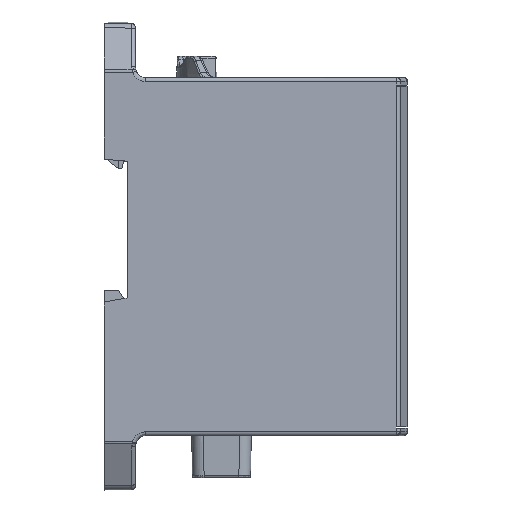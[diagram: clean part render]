
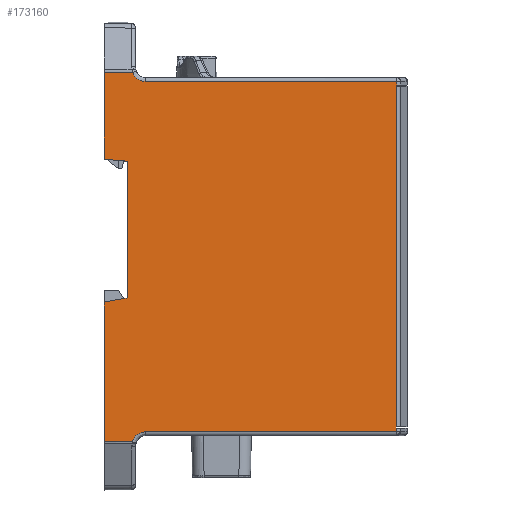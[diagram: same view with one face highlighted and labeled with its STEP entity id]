
A CAD part, left-side view. The second image highlights one B-rep face of the part: STEP entity #173160.
In plain terms, the highlighted face is planar.
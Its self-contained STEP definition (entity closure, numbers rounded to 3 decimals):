
#4370=CARTESIAN_POINT('',(65.557,1.239,
53.59));
#4380=VERTEX_POINT('',#4370);
#9080=CARTESIAN_POINT('',(-6.513,0.,
53.601));
#9090=VERTEX_POINT('',#9080);
#9140=CARTESIAN_POINT('',(0.,0.,53.601));
#9150=DIRECTION('',(-1.,0.,0.));
#9160=VECTOR('',#9150,1.);
#9170=LINE('',#9140,#9160);
#9180=CARTESIAN_POINT('',(28.6,0.,53.601));
#9190=VERTEX_POINT('',#9180);
#9200=EDGE_CURVE('',#9190,#9090,#9170,.T.);
#13110=CARTESIAN_POINT('',(63.,4.609,53.561));
#13120=CARTESIAN_POINT('',(63.,4.554,
53.562));
#13130=CARTESIAN_POINT('',(63.001,4.499,
53.562));
#13140=CARTESIAN_POINT('',(63.009,4.33,
53.564));
#13150=CARTESIAN_POINT('',(63.02,4.215,
53.565));
#13160=CARTESIAN_POINT('',(63.121,3.527,
53.571));
#13170=CARTESIAN_POINT('',(63.347,2.982,
53.575));
#13180=CARTESIAN_POINT('',(64.041,2.052,
53.583));
#13190=CARTESIAN_POINT('',(64.498,1.68,
53.587));
#13200=CARTESIAN_POINT('',(65.197,1.355,
53.589));
#13210=CARTESIAN_POINT('',(65.375,1.289,
53.59));
#13220=CARTESIAN_POINT('',(65.557,1.239,
53.59));
#13230=B_SPLINE_CURVE_WITH_KNOTS('',3,(#13110,#13120,#13130,#13140,
#13150,#13160,#13170,#13180,#13190,#13200,#13210,#13220),.UNSPECIFIED.,
.F.,.F.,(4,2,2,2,2,4),(0.,0.141,0.436,
1.921,3.406,3.893),.UNSPECIFIED.);
#13240=CARTESIAN_POINT('',(63.,4.609,53.561));
#13250=VERTEX_POINT('',#13240);
#13260=EDGE_CURVE('',#13250,#4380,#13230,.T.);
#37280=CARTESIAN_POINT('',(0.,69.212,52.997));
#37290=DIRECTION('',(1.,0.,0.));
#37300=VECTOR('',#37290,1.);
#37310=LINE('',#37280,#37300);
#37320=CARTESIAN_POINT('',(62.08,69.212,
52.997));
#37330=VERTEX_POINT('',#37320);
#37340=CARTESIAN_POINT('',(63.,69.212,52.997));
#37350=VERTEX_POINT('',#37340);
#37360=EDGE_CURVE('',#37330,#37350,#37310,.T.);
#67640=CARTESIAN_POINT('',(61.555,9.,53.523));
#67650=DIRECTION('',(-0.009,-1.,
0.009));
#67660=VECTOR('',#67650,1.);
#67670=LINE('',#67640,#67660);
#67680=CARTESIAN_POINT('',(62.079,69.,52.999));
#67690=VERTEX_POINT('',#67680);
#67700=EDGE_CURVE('',#37330,#67690,#67670,.T.);
#120150=CARTESIAN_POINT('',(-6.513,0.,53.601));
#120160=DIRECTION('',(0.087,0.996,
-0.009));
#120170=VECTOR('',#120160,1.);
#120180=LINE('',#120150,#120170);
#120190=CARTESIAN_POINT('',(-7.038,-6.,
53.654));
#120200=VERTEX_POINT('',#120190);
#120210=EDGE_CURVE('',#120200,#9090,#120180,.T.);
#121550=CARTESIAN_POINT('',(-29.349,-6.,
53.654));
#121560=VERTEX_POINT('',#121550);
#121590=CARTESIAN_POINT('',(0.,-6.,53.654));
#121600=DIRECTION('',(1.,0.,0.));
#121610=VECTOR('',#121600,1.);
#121620=LINE('',#121590,#121610);
#121630=EDGE_CURVE('',#121560,#120200,#121620,.T.);
#155050=CARTESIAN_POINT('',(-25.555,9.,53.523));
#155060=DIRECTION('',(-0.009,1.,
-0.009));
#155070=VECTOR('',#155060,1.);
#155080=LINE('',#155050,#155070);
#155090=CARTESIAN_POINT('',(-26.079,69.,52.999));
#155100=VERTEX_POINT('',#155090);
#155110=CARTESIAN_POINT('',(-26.08,69.212,
52.997));
#155120=VERTEX_POINT('',#155110);
#155130=EDGE_CURVE('',#155100,#155120,#155080,.T.);
#155760=CARTESIAN_POINT('',(28.758,-0.995,
53.61));
#155770=DIRECTION('',(0.174,-0.985,
0.009));
#155780=VECTOR('',#155770,1.);
#155790=LINE('',#155760,#155780);
#155800=CARTESIAN_POINT('',(28.76,-1.009,
53.61));
#155810=VERTEX_POINT('',#155800);
#155820=CARTESIAN_POINT('',(29.64,-6.,
53.654));
#155830=VERTEX_POINT('',#155820);
#155840=EDGE_CURVE('',#155810,#155830,#155790,.T.);
#156070=CARTESIAN_POINT('',(0.,-17.614,53.755));
#156080=DIRECTION('',(0.866,0.5,
-0.004));
#156090=VECTOR('',#156080,1.);
#156100=LINE('',#156070,#156090);
#156110=CARTESIAN_POINT('',(28.776,-1.,
53.61));
#156120=VERTEX_POINT('',#156110);
#156130=EDGE_CURVE('',#155810,#156120,#156100,.T.);
#156630=CARTESIAN_POINT('',(28.6,0.,53.601));
#156640=DIRECTION('',(-0.174,0.985,
-0.009));
#156650=VECTOR('',#156640,1.);
#156660=LINE('',#156630,#156650);
#156670=EDGE_CURVE('',#156120,#9190,#156660,.T.);
#164430=CARTESIAN_POINT('',(0.,-6.,53.654));
#164440=DIRECTION('',(1.,0.,0.));
#164450=VECTOR('',#164440,1.);
#164460=LINE('',#164430,#164450);
#164470=CARTESIAN_POINT('',(65.571,-6.,
53.654));
#164480=VERTEX_POINT('',#164470);
#164490=EDGE_CURVE('',#155830,#164480,#164460,.T.);
#171770=CARTESIAN_POINT('',(-29.335,1.309,
53.59));
#171780=VERTEX_POINT('',#171770);
#171810=CARTESIAN_POINT('',(-29.338,0.017,
53.601));
#171820=DIRECTION('',(0.002,1.,
-0.009));
#171830=VECTOR('',#171820,1.);
#171840=LINE('',#171810,#171830);
#171850=EDGE_CURVE('',#121560,#171780,#171840,.T.);
#172200=CARTESIAN_POINT('',(1.33,-6.3,
53.656));
#172210=DIRECTION('',(0.,0.009,1.));
#172220=DIRECTION('',(0.,1.,-0.009));
#172230=AXIS2_PLACEMENT_3D('',#172200,#172210,#172220);
#172240=PLANE('',#172230);
#172250=ORIENTED_EDGE('',*,*,#164490,.T.);
#172260=ORIENTED_EDGE('',*,*,#155840,.T.);
#172270=ORIENTED_EDGE('',*,*,#156130,.F.);
#172280=ORIENTED_EDGE('',*,*,#156670,.F.);
#172290=ORIENTED_EDGE('',*,*,#9200,.F.);
#172300=ORIENTED_EDGE('',*,*,#120210,.T.);
#172310=ORIENTED_EDGE('',*,*,#121630,.T.);
#172320=ORIENTED_EDGE('',*,*,#171850,.F.);
#172330=CARTESIAN_POINT('',(-29.335,1.309,
53.59));
#172340=CARTESIAN_POINT('',(-29.283,1.327,
53.59));
#172350=CARTESIAN_POINT('',(-29.232,1.346,
53.59));
#172360=CARTESIAN_POINT('',(-29.025,1.431,
53.589));
#172370=CARTESIAN_POINT('',(-28.873,1.505,
53.588));
#172380=CARTESIAN_POINT('',(-28.227,1.885,
53.585));
#172390=CARTESIAN_POINT('',(-27.807,2.299,
53.581));
#172400=CARTESIAN_POINT('',(-27.206,3.292,
53.573));
#172410=CARTESIAN_POINT('',(-27.033,3.856,
53.568));
#172420=CARTESIAN_POINT('',(-27.001,4.493,
53.562));
#172430=CARTESIAN_POINT('',(-27.,4.551,
53.562));
#172440=CARTESIAN_POINT('',(-27.,4.609,53.561));
#172450=B_SPLINE_CURVE_WITH_KNOTS('',3,(#172330,#172340,#172350,#172360,
#172370,#172380,#172390,#172400,#172410,#172420,#172430,#172440),
.UNSPECIFIED.,.F.,.F.,(4,2,2,2,2,4),(0.,0.141,
0.575,2.06,3.545,3.693),
.UNSPECIFIED.);
#172460=CARTESIAN_POINT('',(-27.,4.609,53.561));
#172470=VERTEX_POINT('',#172460);
#172480=EDGE_CURVE('',#171780,#172470,#172450,.T.);
#172490=ORIENTED_EDGE('',*,*,#172480,.F.);
#172500=CARTESIAN_POINT('',(-27.,9.009,53.523));
#172510=DIRECTION('',(0.,1.,-0.009));
#172520=VECTOR('',#172510,1.);
#172530=LINE('',#172500,#172520);
#172540=CARTESIAN_POINT('',(-27.,69.212,52.997));
#172550=VERTEX_POINT('',#172540);
#172560=EDGE_CURVE('',#172470,#172550,#172530,.T.);
#172570=ORIENTED_EDGE('',*,*,#172560,.F.);
#172580=CARTESIAN_POINT('',(0.,69.212,
52.997));
#172590=DIRECTION('',(1.,0.,0.));
#172600=VECTOR('',#172590,1.);
#172610=LINE('',#172580,#172600);
#172620=EDGE_CURVE('',#172550,#155120,#172610,.T.);
#172630=ORIENTED_EDGE('',*,*,#172620,.F.);
#172640=ORIENTED_EDGE('',*,*,#155130,.T.);
#172650=CARTESIAN_POINT('',(0.,69.,52.999));
#172660=DIRECTION('',(1.,0.,0.));
#172670=VECTOR('',#172660,1.);
#172680=LINE('',#172650,#172670);
#172690=CARTESIAN_POINT('',(-25.75,69.,52.999));
#172700=VERTEX_POINT('',#172690);
#172710=EDGE_CURVE('',#155100,#172700,#172680,.T.);
#172720=ORIENTED_EDGE('',*,*,#172710,.F.);
#172730=CARTESIAN_POINT('',(-26.352,0.,53.601));
#172740=DIRECTION('',(-0.009,-1.,
0.009));
#172750=VECTOR('',#172740,1.);
#172760=LINE('',#172730,#172750);
#172770=CARTESIAN_POINT('',(-25.75,68.986,52.999));
#172780=VERTEX_POINT('',#172770);
#172790=EDGE_CURVE('',#172700,#172780,#172760,.T.);
#172800=ORIENTED_EDGE('',*,*,#172790,.F.);
#172810=CARTESIAN_POINT('',(0.,68.986,52.999));
#172820=DIRECTION('',(1.,0.,0.));
#172830=VECTOR('',#172820,1.);
#172840=LINE('',#172810,#172830);
#172850=CARTESIAN_POINT('',(61.75,68.986,52.999));
#172860=VERTEX_POINT('',#172850);
#172870=EDGE_CURVE('',#172780,#172860,#172840,.T.);
#172880=ORIENTED_EDGE('',*,*,#172870,.F.);
#172890=CARTESIAN_POINT('',(62.352,0.,53.601));
#172900=DIRECTION('',(-0.009,1.,
-0.009));
#172910=VECTOR('',#172900,1.);
#172920=LINE('',#172890,#172910);
#172930=CARTESIAN_POINT('',(61.75,69.,52.999));
#172940=VERTEX_POINT('',#172930);
#172950=EDGE_CURVE('',#172860,#172940,#172920,.T.);
#172960=ORIENTED_EDGE('',*,*,#172950,.F.);
#172970=EDGE_CURVE('',#172940,#67690,#172680,.T.);
#172980=ORIENTED_EDGE('',*,*,#172970,.F.);
#172990=ORIENTED_EDGE('',*,*,#67700,.T.);
#173000=ORIENTED_EDGE('',*,*,#37360,.F.);
#173010=CARTESIAN_POINT('',(63.,0.009,53.601));
#173020=DIRECTION('',(0.,-1.,0.009));
#173030=VECTOR('',#173020,1.);
#173040=LINE('',#173010,#173030);
#173050=EDGE_CURVE('',#37350,#13250,#173040,.T.);
#173060=ORIENTED_EDGE('',*,*,#173050,.F.);
#173070=ORIENTED_EDGE('',*,*,#13260,.F.);
#173080=CARTESIAN_POINT('',(65.56,0.009,
53.601));
#173090=DIRECTION('',(-0.002,1.,
-0.009));
#173100=VECTOR('',#173090,1.);
#173110=LINE('',#173080,#173100);
#173120=EDGE_CURVE('',#164480,#4380,#173110,.T.);
#173130=ORIENTED_EDGE('',*,*,#173120,.T.);
#173140=EDGE_LOOP('',(#173130,#173070,#173060,#173000,#172990,#172980,
#172960,#172880,#172800,#172720,#172640,#172630,#172570,#172490,#172320,
#172310,#172300,#172290,#172280,#172270,#172260,#172250));
#173150=FACE_OUTER_BOUND('',#173140,.T.);
#173160=ADVANCED_FACE('',(#173150),#172240,.T.);
